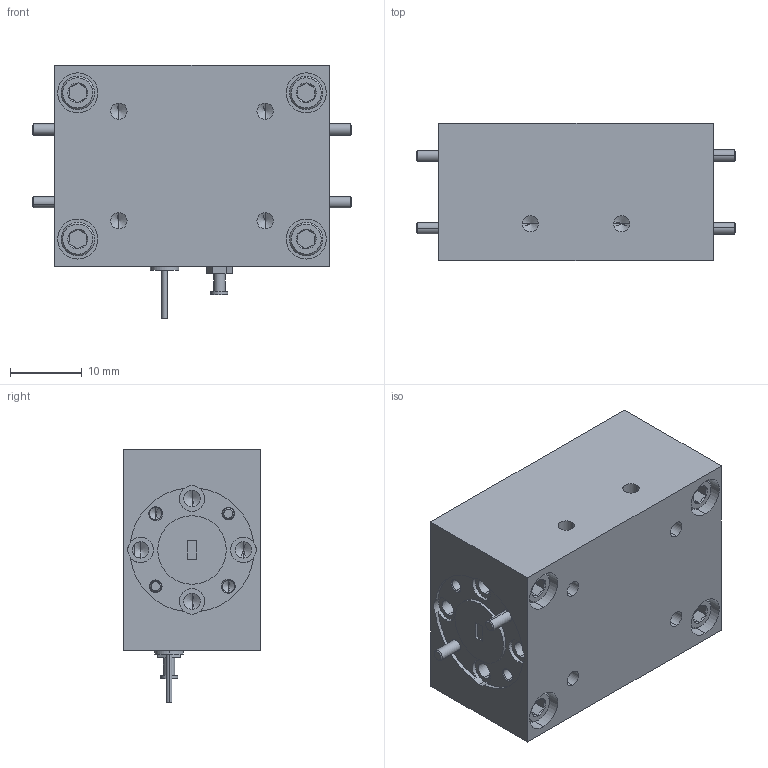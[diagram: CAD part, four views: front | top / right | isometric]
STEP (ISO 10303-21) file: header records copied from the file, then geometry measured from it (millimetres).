
FILE_DESCRIPTION (( 'STEP AP203' ), '1' );
FILE_NAME ('DMBX-10-151-A1 DF.STEP', '2019-06-06T21:23:46', ( '' ), ( '' ), 'SwSTEP 2.0', 'SolidWorks 2016', '' );
FILE_SCHEMA (( 'CONFIG_CONTROL_DESIGN' ));
Length unit declared in the file: inch
Products named in the file (1): DMBX-10-151-A1 DF
Bounding box: 44.32 x 19.05 x 35.18 mm (x, y, z)
Volume: 19474.4 mm3; surface area: 8143.6 mm2
Topology: 6 solids, 7 shells, 503 faces, 1220 edges, 736 vertices
Faces by surface type: plane 169, cylinder 166, cone 160, bspline 8
Entity records: 16915 total; most frequent: CARTESIAN_POINT 5362, DIRECTION 2458, ORIENTED_EDGE 2344, EDGE_CURVE 1172, AXIS2_PLACEMENT_3D 964, VERTEX_POINT 736, EDGE_LOOP 570, VECTOR 530
